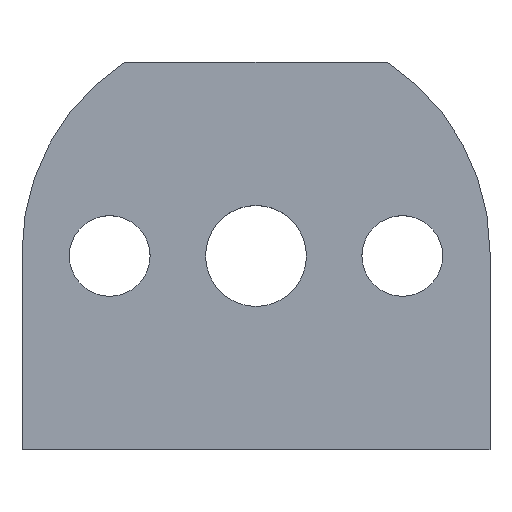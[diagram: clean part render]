
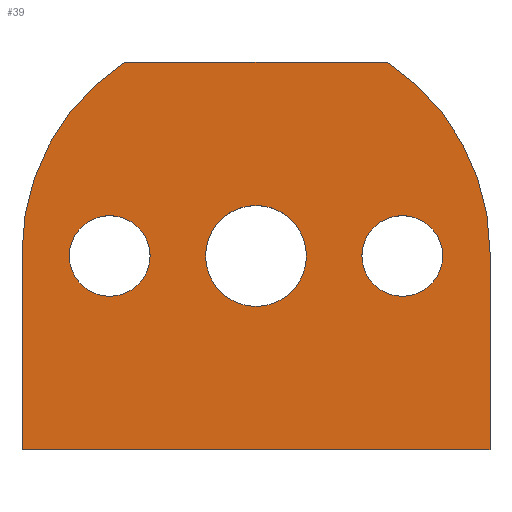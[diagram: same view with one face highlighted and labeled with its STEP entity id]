
A CAD part, top view. The second image highlights one B-rep face of the part: STEP entity #39.
In plain terms, the highlighted planar face has unit normal (0, 0, 1).
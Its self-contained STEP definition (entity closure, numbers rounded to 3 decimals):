
#12 = DIRECTION ( 'NONE',  ( 0., 0., 1. ) ) ;
#16 = ORIENTED_EDGE ( 'NONE', *, *, #258, .F. ) ;
#25 = ORIENTED_EDGE ( 'NONE', *, *, #296, .T. ) ;
#38 = DIRECTION ( 'NONE',  ( 1., 0., 0. ) ) ;
#39 = ADVANCED_FACE ( 'NONE', ( #501, #285, #58, #409 ), #144, .T. ) ;
#42 = CIRCLE ( 'NONE', #235, 5.608 ) ;
#58 = FACE_BOUND ( 'NONE', #268, .T. ) ;
#68 = AXIS2_PLACEMENT_3D ( 'NONE', #173, #12, #261 ) ;
#73 = DIRECTION ( 'NONE',  ( 1., 0., 0. ) ) ;
#79 = DIRECTION ( 'NONE',  ( 1., 0., 0. ) ) ;
#86 = CARTESIAN_POINT ( 'NONE',  ( 5.799, 0., 1.3 ) ) ;
#88 = CARTESIAN_POINT ( 'NONE',  ( -5.799, 0.101, 1.3 ) ) ;
#91 = CARTESIAN_POINT ( 'NONE',  ( -1.25, 0., 1.3 ) ) ;
#93 = CIRCLE ( 'NONE', #68, 1.25 ) ;
#95 = DIRECTION ( 'NONE',  ( 1., 0., 0. ) ) ;
#98 = ORIENTED_EDGE ( 'NONE', *, *, #516, .F. ) ;
#100 = EDGE_LOOP ( 'NONE', ( #390, #118 ) ) ;
#118 = ORIENTED_EDGE ( 'NONE', *, *, #534, .F. ) ;
#121 = EDGE_CURVE ( 'NONE', #356, #135, #370, .T. ) ;
#125 = CARTESIAN_POINT ( 'NONE',  ( -0.19, 0.101, 1.3 ) ) ;
#130 = VERTEX_POINT ( 'NONE', #460 ) ;
#135 = VERTEX_POINT ( 'NONE', #374 ) ;
#143 = VERTEX_POINT ( 'NONE', #329 ) ;
#144 = PLANE ( 'NONE',  #467 ) ;
#149 = VECTOR ( 'NONE', #527, 1000. ) ;
#151 = EDGE_CURVE ( 'NONE', #456, #309, #184, .T. ) ;
#164 = DIRECTION ( 'NONE',  ( 1., 0., 0. ) ) ;
#168 = DIRECTION ( 'NONE',  ( 0., 0., 1. ) ) ;
#173 = CARTESIAN_POINT ( 'NONE',  ( 0., 0., 1.3 ) ) ;
#180 = ORIENTED_EDGE ( 'NONE', *, *, #201, .F. ) ;
#181 = DIRECTION ( 'NONE',  ( 0., 0., 1. ) ) ;
#182 = EDGE_LOOP ( 'NONE', ( #402, #180 ) ) ;
#183 = EDGE_CURVE ( 'NONE', #204, #456, #42, .T. ) ;
#184 = CIRCLE ( 'NONE', #289, 5.608 ) ;
#193 = AXIS2_PLACEMENT_3D ( 'NONE', #326, #358, #406 ) ;
#196 = CARTESIAN_POINT ( 'NONE',  ( -5.799, 0., 1.3 ) ) ;
#201 = EDGE_CURVE ( 'NONE', #130, #349, #254, .T. ) ;
#204 = VERTEX_POINT ( 'NONE', #417 ) ;
#210 = DIRECTION ( 'NONE',  ( 0., 0., 1. ) ) ;
#212 = ORIENTED_EDGE ( 'NONE', *, *, #151, .T. ) ;
#213 = DIRECTION ( 'NONE',  ( 1., 0., 0. ) ) ;
#214 = EDGE_LOOP ( 'NONE', ( #16, #431, #212, #98, #25, #398, #514 ) ) ;
#222 = ORIENTED_EDGE ( 'NONE', *, *, #223, .F. ) ;
#223 = EDGE_CURVE ( 'NONE', #480, #330, #361, .T. ) ;
#232 = VERTEX_POINT ( 'NONE', #332 ) ;
#235 = AXIS2_PLACEMENT_3D ( 'NONE', #125, #523, #79 ) ;
#236 = AXIS2_PLACEMENT_3D ( 'NONE', #324, #551, #321 ) ;
#238 = CARTESIAN_POINT ( 'NONE',  ( 4.625, 0., 1.3 ) ) ;
#245 = VECTOR ( 'NONE', #73, 1000. ) ;
#254 = CIRCLE ( 'NONE', #498, 1. ) ;
#258 = EDGE_CURVE ( 'NONE', #204, #135, #464, .T. ) ;
#259 = CARTESIAN_POINT ( 'NONE',  ( 2.625, 0., 1.3 ) ) ;
#261 = DIRECTION ( 'NONE',  ( 1., 0., 0. ) ) ;
#268 = EDGE_LOOP ( 'NONE', ( #222, #353 ) ) ;
#271 = DIRECTION ( 'NONE',  ( 1., 0., 0. ) ) ;
#282 = EDGE_CURVE ( 'NONE', #232, #408, #93, .T. ) ;
#285 = FACE_BOUND ( 'NONE', #100, .T. ) ;
#289 = AXIS2_PLACEMENT_3D ( 'NONE', #291, #420, #513 ) ;
#291 = CARTESIAN_POINT ( 'NONE',  ( -0.19, 0.101, 1.3 ) ) ;
#296 = EDGE_CURVE ( 'NONE', #143, #352, #394, .T. ) ;
#302 = CARTESIAN_POINT ( 'NONE',  ( -3.625, 0., 1.3 ) ) ;
#308 = CIRCLE ( 'NONE', #193, 1.25 ) ;
#309 = VERTEX_POINT ( 'NONE', #530 ) ;
#314 = LINE ( 'NONE', #196, #435 ) ;
#317 = VECTOR ( 'NONE', #213, 1000. ) ;
#321 = DIRECTION ( 'NONE',  ( 1., 0., 0. ) ) ;
#324 = CARTESIAN_POINT ( 'NONE',  ( 3.625, 0., 1.3 ) ) ;
#325 = EDGE_CURVE ( 'NONE', #349, #130, #485, .T. ) ;
#326 = CARTESIAN_POINT ( 'NONE',  ( 0., 0., 1.3 ) ) ;
#328 = CARTESIAN_POINT ( 'NONE',  ( 0., 4.801, 1.3 ) ) ;
#329 = CARTESIAN_POINT ( 'NONE',  ( -5.799, -4.801, 1.3 ) ) ;
#330 = VERTEX_POINT ( 'NONE', #259 ) ;
#332 = CARTESIAN_POINT ( 'NONE',  ( 1.25, 0., 1.3 ) ) ;
#333 = AXIS2_PLACEMENT_3D ( 'NONE', #379, #376, #515 ) ;
#342 = CARTESIAN_POINT ( 'NONE',  ( 5.799, 0.097, 1.3 ) ) ;
#346 = CARTESIAN_POINT ( 'NONE',  ( 0., -4.801, 1.3 ) ) ;
#349 = VERTEX_POINT ( 'NONE', #428 ) ;
#352 = VERTEX_POINT ( 'NONE', #430 ) ;
#353 = ORIENTED_EDGE ( 'NONE', *, *, #511, .F. ) ;
#356 = VERTEX_POINT ( 'NONE', #342 ) ;
#358 = DIRECTION ( 'NONE',  ( 0., 0., 1. ) ) ;
#360 = CARTESIAN_POINT ( 'NONE',  ( 0., 0., 1.3 ) ) ;
#361 = CIRCLE ( 'NONE', #563, 1. ) ;
#366 = DIRECTION ( 'NONE',  ( 0., 0., 1. ) ) ;
#369 = DIRECTION ( 'NONE',  ( 0., 1., 0. ) ) ;
#370 = CIRCLE ( 'NONE', #333, 5.624 ) ;
#374 = CARTESIAN_POINT ( 'NONE',  ( 3.251, 4.801, 1.3 ) ) ;
#376 = DIRECTION ( 'NONE',  ( 0., 0., 1. ) ) ;
#379 = CARTESIAN_POINT ( 'NONE',  ( 0.175, 0.093, 1.3 ) ) ;
#389 = CIRCLE ( 'NONE', #236, 1. ) ;
#390 = ORIENTED_EDGE ( 'NONE', *, *, #282, .F. ) ;
#394 = LINE ( 'NONE', #346, #317 ) ;
#398 = ORIENTED_EDGE ( 'NONE', *, *, #440, .T. ) ;
#402 = ORIENTED_EDGE ( 'NONE', *, *, #325, .F. ) ;
#406 = DIRECTION ( 'NONE',  ( 1., 0., 0. ) ) ;
#408 = VERTEX_POINT ( 'NONE', #91 ) ;
#409 = FACE_OUTER_BOUND ( 'NONE', #214, .T. ) ;
#417 = CARTESIAN_POINT ( 'NONE',  ( -3.251, 4.801, 1.3 ) ) ;
#420 = DIRECTION ( 'NONE',  ( 0., 0., 1. ) ) ;
#427 = LINE ( 'NONE', #86, #149 ) ;
#428 = CARTESIAN_POINT ( 'NONE',  ( -2.625, 0., 1.3 ) ) ;
#430 = CARTESIAN_POINT ( 'NONE',  ( 5.799, -4.801, 1.3 ) ) ;
#431 = ORIENTED_EDGE ( 'NONE', *, *, #183, .T. ) ;
#435 = VECTOR ( 'NONE', #369, 1000. ) ;
#440 = EDGE_CURVE ( 'NONE', #352, #356, #427, .T. ) ;
#456 = VERTEX_POINT ( 'NONE', #88 ) ;
#457 = AXIS2_PLACEMENT_3D ( 'NONE', #302, #181, #95 ) ;
#460 = CARTESIAN_POINT ( 'NONE',  ( -4.625, 0., 1.3 ) ) ;
#464 = LINE ( 'NONE', #328, #245 ) ;
#467 = AXIS2_PLACEMENT_3D ( 'NONE', #360, #366, #271 ) ;
#480 = VERTEX_POINT ( 'NONE', #238 ) ;
#485 = CIRCLE ( 'NONE', #457, 1. ) ;
#498 = AXIS2_PLACEMENT_3D ( 'NONE', #512, #210, #38 ) ;
#501 = FACE_BOUND ( 'NONE', #182, .T. ) ;
#511 = EDGE_CURVE ( 'NONE', #330, #480, #389, .T. ) ;
#512 = CARTESIAN_POINT ( 'NONE',  ( -3.625, 0., 1.3 ) ) ;
#513 = DIRECTION ( 'NONE',  ( 1., 0., 0. ) ) ;
#514 = ORIENTED_EDGE ( 'NONE', *, *, #121, .T. ) ;
#515 = DIRECTION ( 'NONE',  ( 1., 0., 0. ) ) ;
#516 = EDGE_CURVE ( 'NONE', #143, #309, #314, .T. ) ;
#523 = DIRECTION ( 'NONE',  ( 0., 0., 1. ) ) ;
#527 = DIRECTION ( 'NONE',  ( 0., 1., 0. ) ) ;
#530 = CARTESIAN_POINT ( 'NONE',  ( -5.799, 0.097, 1.3 ) ) ;
#534 = EDGE_CURVE ( 'NONE', #408, #232, #308, .T. ) ;
#551 = DIRECTION ( 'NONE',  ( 0., 0., 1. ) ) ;
#559 = CARTESIAN_POINT ( 'NONE',  ( 3.625, 0., 1.3 ) ) ;
#563 = AXIS2_PLACEMENT_3D ( 'NONE', #559, #168, #164 ) ;
